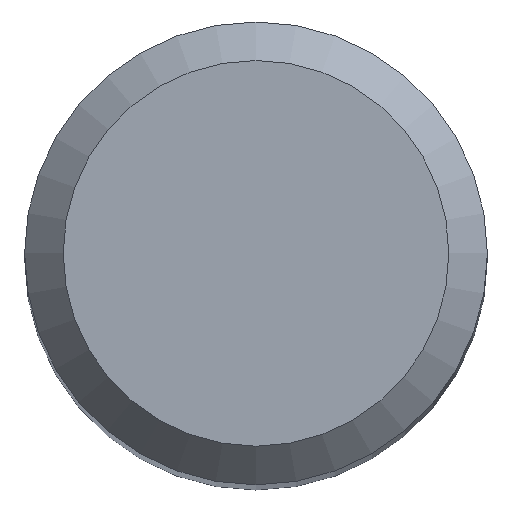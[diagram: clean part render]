
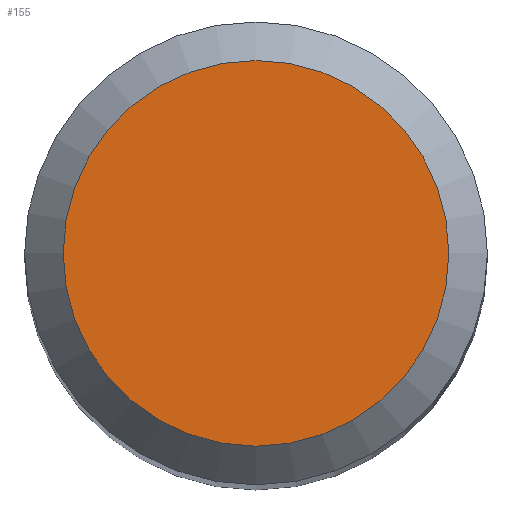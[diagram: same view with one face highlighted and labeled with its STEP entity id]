
A CAD part, top view. The second image highlights one B-rep face of the part: STEP entity #155.
In plain terms, the highlighted planar face has unit normal (0, 0, 1).
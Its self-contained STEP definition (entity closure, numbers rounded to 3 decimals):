
#23 = DIRECTION ( 'NONE',  ( 0., 1., 0. ) ) ;
#29 = DIRECTION ( 'NONE',  ( 0., 0., -1. ) ) ;
#45 = ORIENTED_EDGE ( 'NONE', *, *, #225, .F. ) ;
#48 = DIRECTION ( 'NONE',  ( 0., 0., -1. ) ) ;
#61 = FACE_OUTER_BOUND ( 'NONE', #200, .T. ) ;
#87 = AXIS2_PLACEMENT_3D ( 'NONE', #221, #29, #115 ) ;
#91 = VERTEX_POINT ( 'NONE', #175 ) ;
#101 = PLANE ( 'NONE',  #87 ) ;
#115 = DIRECTION ( 'NONE',  ( 0., 1., 0. ) ) ;
#129 = CIRCLE ( 'NONE', #180, 2.5 ) ;
#155 = ADVANCED_FACE ( 'NONE', ( #61 ), #101, .F. ) ;
#175 = CARTESIAN_POINT ( 'NONE',  ( 0., 2.5, 50. ) ) ;
#180 = AXIS2_PLACEMENT_3D ( 'NONE', #226, #48, #23 ) ;
#200 = EDGE_LOOP ( 'NONE', ( #45 ) ) ;
#221 = CARTESIAN_POINT ( 'NONE',  ( 0., 0., 50. ) ) ;
#225 = EDGE_CURVE ( 'NONE', #91, #91, #129, .T. ) ;
#226 = CARTESIAN_POINT ( 'NONE',  ( 0., 0., 50. ) ) ;
